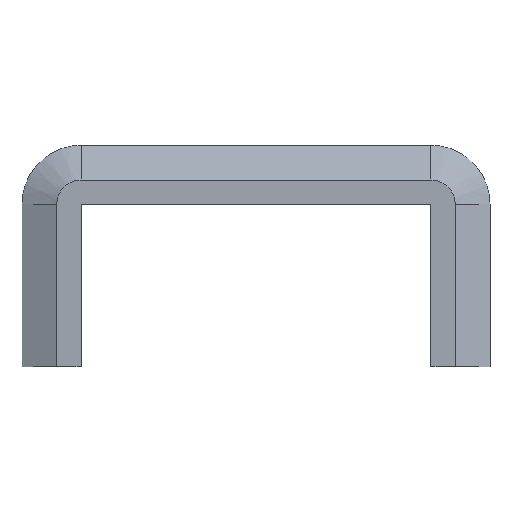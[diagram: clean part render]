
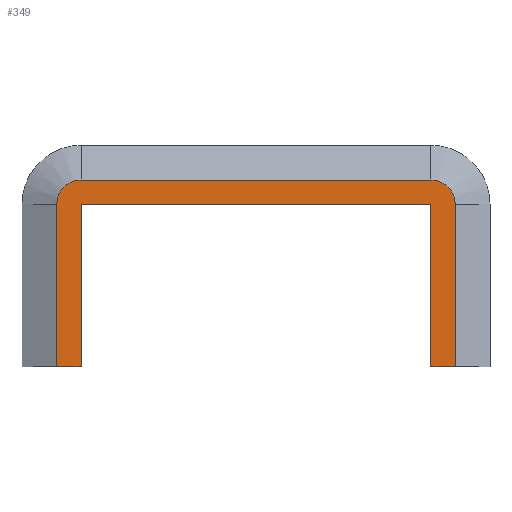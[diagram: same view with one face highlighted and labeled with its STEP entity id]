
A CAD part, top view. The second image highlights one B-rep face of the part: STEP entity #349.
In plain terms, the highlighted planar face has unit normal (0, 0, 1).
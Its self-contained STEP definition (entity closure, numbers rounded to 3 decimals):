
#7 = CARTESIAN_POINT ( 'NONE',  ( -59.24, 63.224, 11. ) ) ;
#41 = VECTOR ( 'NONE', #235, 1000. ) ;
#42 = FACE_OUTER_BOUND ( 'NONE', #718, .T. ) ;
#55 = LINE ( 'NONE', #1034, #41 ) ;
#76 = CIRCLE ( 'NONE', #486, 8.234 ) ;
#77 = LINE ( 'NONE', #1027, #1114 ) ;
#97 = DIRECTION ( 'NONE',  ( -1., 0., 0. ) ) ;
#100 = DIRECTION ( 'NONE',  ( -1., 0., 0. ) ) ;
#103 = DIRECTION ( 'NONE',  ( 0., -1., 0. ) ) ;
#113 = DIRECTION ( 'NONE',  ( 0., 0., -1. ) ) ;
#124 = ORIENTED_EDGE ( 'NONE', *, *, #484, .T. ) ;
#127 = VERTEX_POINT ( 'NONE', #783 ) ;
#146 = CIRCLE ( 'NONE', #300, 8.234 ) ;
#148 = DIRECTION ( 'NONE',  ( -1., 0., 0. ) ) ;
#153 = CARTESIAN_POINT ( 'NONE',  ( -67.474, 54.99, 11. ) ) ;
#155 = VECTOR ( 'NONE', #444, 1000. ) ;
#163 = EDGE_CURVE ( 'NONE', #917, #516, #723, .T. ) ;
#166 = VECTOR ( 'NONE', #1129, 1000. ) ;
#167 = LINE ( 'NONE', #559, #155 ) ;
#180 = CIRCLE ( 'NONE', #1109, 0.01 ) ;
#181 = VECTOR ( 'NONE', #406, 1000. ) ;
#183 = ORIENTED_EDGE ( 'NONE', *, *, #813, .T. ) ;
#195 = DIRECTION ( 'NONE',  ( 0., 0., -1. ) ) ;
#202 = EDGE_CURVE ( 'NONE', #490, #826, #180, .T. ) ;
#222 = EDGE_CURVE ( 'NONE', #490, #769, #167, .T. ) ;
#231 = ORIENTED_EDGE ( 'NONE', *, *, #378, .T. ) ;
#235 = DIRECTION ( 'NONE',  ( 1., 0., 0. ) ) ;
#241 = DIRECTION ( 'NONE',  ( 0., 0., -1. ) ) ;
#244 = CARTESIAN_POINT ( 'NONE',  ( 59.24, 55., 11. ) ) ;
#283 = CARTESIAN_POINT ( 'NONE',  ( 59.24, 54.99, 11. ) ) ;
#294 = VERTEX_POINT ( 'NONE', #674 ) ;
#300 = AXIS2_PLACEMENT_3D ( 'NONE', #491, #779, #97 ) ;
#336 = LINE ( 'NONE', #434, #472 ) ;
#346 = LINE ( 'NONE', #728, #704 ) ;
#349 = ADVANCED_FACE ( 'NONE', ( #42 ), #916, .F. ) ;
#355 = VERTEX_POINT ( 'NONE', #7 ) ;
#362 = ORIENTED_EDGE ( 'NONE', *, *, #954, .F. ) ;
#364 = ORIENTED_EDGE ( 'NONE', *, *, #906, .F. ) ;
#367 = VERTEX_POINT ( 'NONE', #1066 ) ;
#373 = CARTESIAN_POINT ( 'NONE',  ( -59.24, 54.99, 11. ) ) ;
#378 = EDGE_CURVE ( 'NONE', #826, #498, #55, .T. ) ;
#382 = DIRECTION ( 'NONE',  ( 0., 0., -1. ) ) ;
#386 = CARTESIAN_POINT ( 'NONE',  ( -59.25, 54.99, 11. ) ) ;
#393 = AXIS2_PLACEMENT_3D ( 'NONE', #1010, #195, #774 ) ;
#402 = DIRECTION ( 'NONE',  ( -1., 0., 0. ) ) ;
#406 = DIRECTION ( 'NONE',  ( 0., -1., 0. ) ) ;
#407 = VERTEX_POINT ( 'NONE', #791 ) ;
#434 = CARTESIAN_POINT ( 'NONE',  ( 67.474, 0., 11. ) ) ;
#444 = DIRECTION ( 'NONE',  ( 0., -1., 0. ) ) ;
#452 = DIRECTION ( 'NONE',  ( 0., -1., 0. ) ) ;
#472 = VECTOR ( 'NONE', #402, 1000. ) ;
#484 = EDGE_CURVE ( 'NONE', #294, #127, #780, .T. ) ;
#486 = AXIS2_PLACEMENT_3D ( 'NONE', #283, #113, #100 ) ;
#490 = VERTEX_POINT ( 'NONE', #386 ) ;
#491 = CARTESIAN_POINT ( 'NONE',  ( -59.24, 54.99, 11. ) ) ;
#495 = VERTEX_POINT ( 'NONE', #764 ) ;
#498 = VERTEX_POINT ( 'NONE', #244 ) ;
#516 = VERTEX_POINT ( 'NONE', #933 ) ;
#558 = EDGE_CURVE ( 'NONE', #355, #495, #631, .T. ) ;
#559 = CARTESIAN_POINT ( 'NONE',  ( -59.25, 54.99, 11. ) ) ;
#577 = EDGE_CURVE ( 'NONE', #367, #407, #77, .T. ) ;
#583 = ORIENTED_EDGE ( 'NONE', *, *, #1064, .F. ) ;
#588 = ORIENTED_EDGE ( 'NONE', *, *, #558, .F. ) ;
#603 = CARTESIAN_POINT ( 'NONE',  ( 59.25, 54.99, 11. ) ) ;
#631 = LINE ( 'NONE', #876, #166 ) ;
#639 = ORIENTED_EDGE ( 'NONE', *, *, #222, .F. ) ;
#674 = CARTESIAN_POINT ( 'NONE',  ( -67.474, 54.99, 11. ) ) ;
#703 = CARTESIAN_POINT ( 'NONE',  ( -59.24, 55., 11. ) ) ;
#704 = VECTOR ( 'NONE', #733, 1000. ) ;
#718 = EDGE_LOOP ( 'NONE', ( #183, #639, #721, #231, #1139, #770, #583, #902, #364, #588, #362, #124 ) ) ;
#721 = ORIENTED_EDGE ( 'NONE', *, *, #202, .T. ) ;
#723 = LINE ( 'NONE', #1073, #181 ) ;
#728 = CARTESIAN_POINT ( 'NONE',  ( -67.474, 0., 11. ) ) ;
#733 = DIRECTION ( 'NONE',  ( 1., 0., 0. ) ) ;
#764 = CARTESIAN_POINT ( 'NONE',  ( 59.24, 63.224, 11. ) ) ;
#769 = VERTEX_POINT ( 'NONE', #1053 ) ;
#770 = ORIENTED_EDGE ( 'NONE', *, *, #163, .T. ) ;
#774 = DIRECTION ( 'NONE',  ( -1., 0., 0. ) ) ;
#779 = DIRECTION ( 'NONE',  ( 0., 0., -1. ) ) ;
#780 = LINE ( 'NONE', #153, #995 ) ;
#783 = CARTESIAN_POINT ( 'NONE',  ( -67.474, 0., 11. ) ) ;
#791 = CARTESIAN_POINT ( 'NONE',  ( 67.474, 0., 11. ) ) ;
#811 = DIRECTION ( 'NONE',  ( -1., 0., 0. ) ) ;
#813 = EDGE_CURVE ( 'NONE', #127, #769, #346, .T. ) ;
#816 = CARTESIAN_POINT ( 'NONE',  ( -67.474, 54.99, 11. ) ) ;
#826 = VERTEX_POINT ( 'NONE', #703 ) ;
#866 = CIRCLE ( 'NONE', #393, 0.01 ) ;
#876 = CARTESIAN_POINT ( 'NONE',  ( -59.24, 63.224, 11. ) ) ;
#902 = ORIENTED_EDGE ( 'NONE', *, *, #577, .F. ) ;
#906 = EDGE_CURVE ( 'NONE', #495, #367, #76, .T. ) ;
#916 = PLANE ( 'NONE',  #997 ) ;
#917 = VERTEX_POINT ( 'NONE', #603 ) ;
#933 = CARTESIAN_POINT ( 'NONE',  ( 59.25, 0., 11. ) ) ;
#936 = EDGE_CURVE ( 'NONE', #498, #917, #866, .T. ) ;
#954 = EDGE_CURVE ( 'NONE', #294, #355, #146, .T. ) ;
#995 = VECTOR ( 'NONE', #452, 1000. ) ;
#997 = AXIS2_PLACEMENT_3D ( 'NONE', #816, #241, #811 ) ;
#1010 = CARTESIAN_POINT ( 'NONE',  ( 59.24, 54.99, 11. ) ) ;
#1027 = CARTESIAN_POINT ( 'NONE',  ( 67.474, 54.99, 11. ) ) ;
#1034 = CARTESIAN_POINT ( 'NONE',  ( -59.24, 55., 11. ) ) ;
#1053 = CARTESIAN_POINT ( 'NONE',  ( -59.25, 0., 11. ) ) ;
#1064 = EDGE_CURVE ( 'NONE', #407, #516, #336, .T. ) ;
#1066 = CARTESIAN_POINT ( 'NONE',  ( 67.474, 54.99, 11. ) ) ;
#1073 = CARTESIAN_POINT ( 'NONE',  ( 59.25, 54.99, 11. ) ) ;
#1109 = AXIS2_PLACEMENT_3D ( 'NONE', #373, #382, #148 ) ;
#1114 = VECTOR ( 'NONE', #103, 1000. ) ;
#1129 = DIRECTION ( 'NONE',  ( 1., 0., 0. ) ) ;
#1139 = ORIENTED_EDGE ( 'NONE', *, *, #936, .T. ) ;
